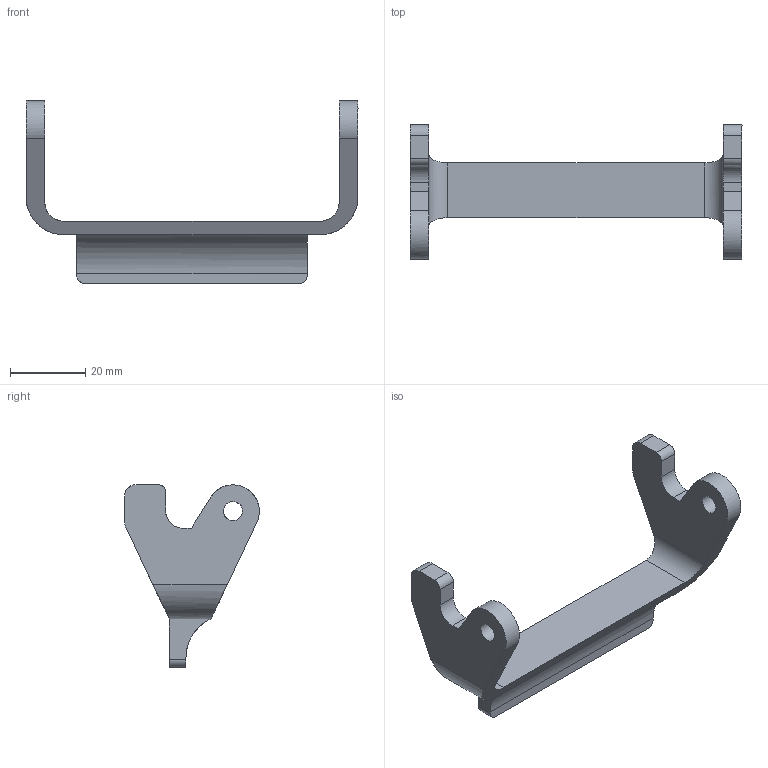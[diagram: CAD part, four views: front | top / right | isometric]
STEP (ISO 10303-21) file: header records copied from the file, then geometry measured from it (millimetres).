
FILE_DESCRIPTION(( 'HARTING HARTING HARTING HARTING HARTING HARTING HARTING HARTING HARTING', 'This Document is valid for Parts No. 09 00 000 5228'),'2;1');
FILE_NAME('MD_09000005228_R28162.stp', '2007-07-09T15:47:21',('ITIS-3'),('HARTING KGaA, D-32339 Espelkamp'), 'I-DEAS Master Series 10','HP-UNIX','Yes');
FILE_SCHEMA(('AUTOMOTIVE_DESIGN { 1 0 10303 214 1 1 1 1 }'));
Length unit declared in the file: millimetre
Products named in the file (1): Kunststoffbuegel Han 10B-LB
Bounding box: 88.3 x 35.8 x 48.53 mm (x, y, z)
Volume: 15930.8 mm3; surface area: 8535.7 mm2
Topology: 1 solids, 1 shells, 148 faces, 389 edges, 258 vertices
Faces by surface type: bspline 148
Entity records: 4945 total; most frequent: CARTESIAN_POINT 2249, ORIENTED_EDGE 778, EDGE_CURVE 389, VERTEX_POINT 258, OVER_RIDING_STYLED_ITEM 256, QUASI_UNIFORM_CURVE 184, EDGE_LOOP 167, B_SPLINE_CURVE_WITH_KNOTS 165
